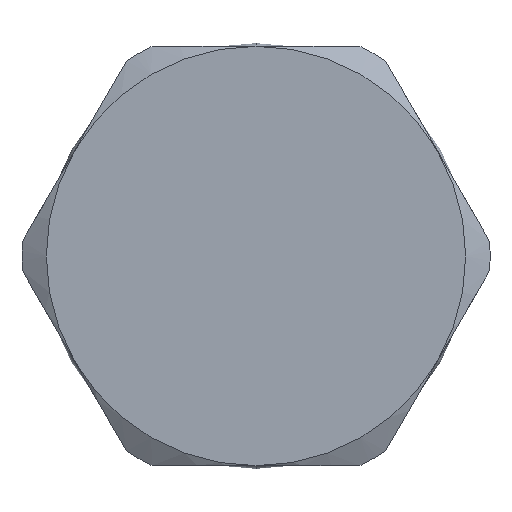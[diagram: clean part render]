
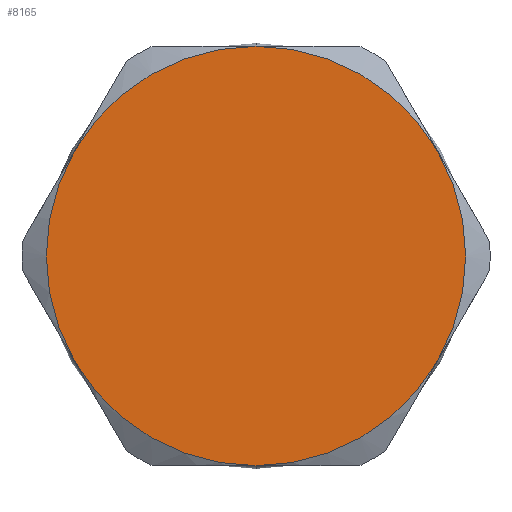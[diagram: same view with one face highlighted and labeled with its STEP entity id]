
A CAD part, left-side view. The second image highlights one B-rep face of the part: STEP entity #8165.
In plain terms, the highlighted planar face has unit normal (-1, 0, 0).
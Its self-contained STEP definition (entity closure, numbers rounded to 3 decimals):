
#3 = VERTEX_POINT ( 'NONE', #5602 ) ;
#17 = VERTEX_POINT ( 'NONE', #5598 ) ;
#126 = ORIENTED_EDGE ( 'NONE', *, *, #6231, .F. ) ;
#169 = ORIENTED_EDGE ( 'NONE', *, *, #6279, .F. ) ;
#197 = ORIENTED_EDGE ( 'NONE', *, *, #6281, .F. ) ;
#210 = ORIENTED_EDGE ( 'NONE', *, *, #6328, .T. ) ;
#213 = ORIENTED_EDGE ( 'NONE', *, *, #6278, .F. ) ;
#286 = ORIENTED_EDGE ( 'NONE', *, *, #6304, .F. ) ;
#2171 = CARTESIAN_POINT ( 'NONE',  ( 0., 0., 0. ) ) ;
#2172 = DIRECTION ( 'NONE',  ( 1., 0., 0. ) ) ;
#2173 = DIRECTION ( 'NONE',  ( 0., 0., -1. ) ) ;
#2317 = CARTESIAN_POINT ( 'NONE',  ( 0., 0., 0. ) ) ;
#2318 = DIRECTION ( 'NONE',  ( -1., 0., 0. ) ) ;
#2319 = DIRECTION ( 'NONE',  ( 0., 0., 1. ) ) ;
#2452 = CARTESIAN_POINT ( 'NONE',  ( 0., 0., -11.11 ) ) ;
#2492 = CARTESIAN_POINT ( 'NONE',  ( 0., -9.622, 5.555 ) ) ;
#2521 = CARTESIAN_POINT ( 'NONE',  ( 0., 0., 11.11 ) ) ;
#2525 = CARTESIAN_POINT ( 'NONE',  ( 0., 9.622, -5.555 ) ) ;
#2609 = CARTESIAN_POINT ( 'NONE',  ( 0., -12.829, 0. ) ) ;
#2611 = PLANE ( 'NONE',  #7619 ) ;
#2615 = DIRECTION ( 'NONE',  ( 1., 0., 0. ) ) ;
#2616 = DIRECTION ( 'NONE',  ( 0., 0., -1. ) ) ;
#5175 = CARTESIAN_POINT ( 'NONE',  ( 0., 0., 0. ) ) ;
#5176 = DIRECTION ( 'NONE',  ( 1., 0., 0. ) ) ;
#5177 = DIRECTION ( 'NONE',  ( 0., 0., -1. ) ) ;
#5514 = CARTESIAN_POINT ( 'NONE',  ( 0., 0., 0. ) ) ;
#5515 = DIRECTION ( 'NONE',  ( 1., 0., 0. ) ) ;
#5516 = DIRECTION ( 'NONE',  ( 0., 0., -1. ) ) ;
#5518 = CARTESIAN_POINT ( 'NONE',  ( 0., 0., 0. ) ) ;
#5519 = DIRECTION ( 'NONE',  ( 1., 0., 0. ) ) ;
#5520 = DIRECTION ( 'NONE',  ( 0., 0., -1. ) ) ;
#5525 = CARTESIAN_POINT ( 'NONE',  ( 0., 0., 0. ) ) ;
#5526 = DIRECTION ( 'NONE',  ( 1., 0., 0. ) ) ;
#5527 = DIRECTION ( 'NONE',  ( 0., 0., -1. ) ) ;
#5598 = CARTESIAN_POINT ( 'NONE',  ( 0., 9.622, 5.555 ) ) ;
#5602 = CARTESIAN_POINT ( 'NONE',  ( 0., -9.622, -5.555 ) ) ;
#5623 = CIRCLE ( 'NONE', #6996, 11.11 ) ;
#5624 = CIRCLE ( 'NONE', #6992, 11.11 ) ;
#5626 = CIRCLE ( 'NONE', #6990, 11.11 ) ;
#5645 = CIRCLE ( 'NONE', #7602, 11.11 ) ;
#5670 = CIRCLE ( 'NONE', #7636, 11.11 ) ;
#5713 = FACE_OUTER_BOUND ( 'NONE', #6481, .T. ) ;
#6231 = EDGE_CURVE ( 'NONE', #3, #8065, #7547, .T. ) ;
#6278 = EDGE_CURVE ( 'NONE', #8091, #3, #5623, .T. ) ;
#6279 = EDGE_CURVE ( 'NONE', #8115, #17, #5624, .T. ) ;
#6281 = EDGE_CURVE ( 'NONE', #8112, #8091, #5626, .T. ) ;
#6304 = EDGE_CURVE ( 'NONE', #8065, #8115, #5645, .T. ) ;
#6328 = EDGE_CURVE ( 'NONE', #8112, #17, #5670, .T. ) ;
#6481 = EDGE_LOOP ( 'NONE', ( #286, #126, #213, #197, #210, #169 ) ) ;
#6990 = AXIS2_PLACEMENT_3D ( 'NONE', #5525, #5526, #5527 ) ;
#6992 = AXIS2_PLACEMENT_3D ( 'NONE', #5518, #5519, #5520 ) ;
#6996 = AXIS2_PLACEMENT_3D ( 'NONE', #5514, #5515, #5516 ) ;
#7017 = AXIS2_PLACEMENT_3D ( 'NONE', #5175, #5176, #5177 ) ;
#7547 = CIRCLE ( 'NONE', #7017, 11.11 ) ;
#7602 = AXIS2_PLACEMENT_3D ( 'NONE', #2171, #2172, #2173 ) ;
#7619 = AXIS2_PLACEMENT_3D ( 'NONE', #2609, #2615, #2616 ) ;
#7636 = AXIS2_PLACEMENT_3D ( 'NONE', #2317, #2318, #2319 ) ;
#8065 = VERTEX_POINT ( 'NONE', #2452 ) ;
#8091 = VERTEX_POINT ( 'NONE', #2492 ) ;
#8112 = VERTEX_POINT ( 'NONE', #2521 ) ;
#8115 = VERTEX_POINT ( 'NONE', #2525 ) ;
#8165 = ADVANCED_FACE ( 'NONE', ( #5713 ), #2611, .F. ) ;
